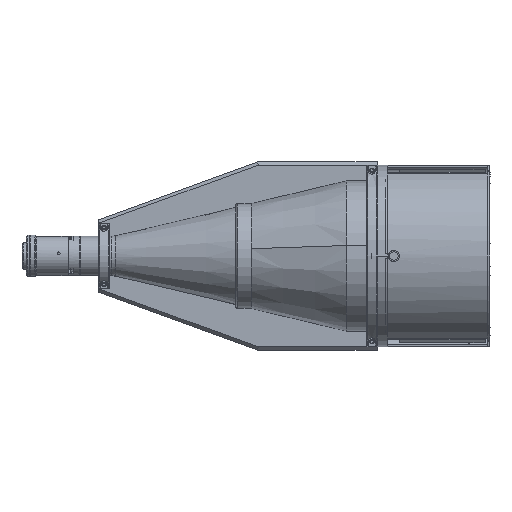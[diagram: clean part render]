
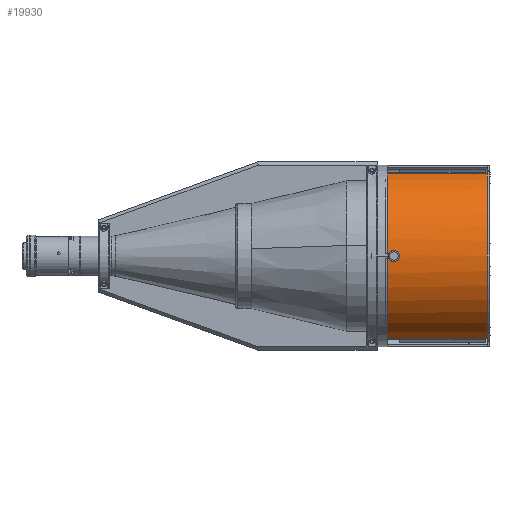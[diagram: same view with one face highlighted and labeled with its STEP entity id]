
A CAD part, left-side view. The second image highlights one B-rep face of the part: STEP entity #19930.
In plain terms, the highlighted cylindrical face has radius 85 mm (diameter 170 mm), a partial arc.
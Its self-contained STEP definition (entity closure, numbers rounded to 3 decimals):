
#337 = CARTESIAN_POINT ( 'NONE',  ( -311.034, -94.195, 0.836 ) ) ;
#586 = CARTESIAN_POINT ( 'NONE',  ( -311.046, -94.704, 1.344 ) ) ;
#918 = EDGE_LOOP ( 'NONE', ( #20261, #24157, #22222, #3194, #27785, #31042, #12622, #19590 ) ) ;
#1317 = AXIS2_PLACEMENT_3D ( 'NONE', #3751, #14348, #22318 ) ;
#1318 = CARTESIAN_POINT ( 'NONE',  ( -311.06, -95.181, 3.736 ) ) ;
#1653 = AXIS2_PLACEMENT_3D ( 'NONE', #29551, #32137, #8350 ) ;
#1840 = CARTESIAN_POINT ( 'NONE',  ( -311.046, -94.706, 4.699 ) ) ;
#1935 = AXIS2_PLACEMENT_3D ( 'NONE', #11968, #11623, #16996 ) ;
#2626 = EDGE_CURVE ( 'NONE', #17427, #33264, #13832, .T. ) ;
#3194 = ORIENTED_EDGE ( 'NONE', *, *, #21830, .F. ) ;
#3441 = B_SPLINE_CURVE_WITH_KNOTS ( 'NONE', 3,
 ( #5405, #15992, #26592, #13408, #31954, #8164, #18754, #337, #22551, #15092, #586, #22291, #7235, #20413, #28425, #25318, #11935, #14888, #12282, #1318, #33441, #27900, #15226, #1840, #4460, #22517, #25657, #25830, #28080, #20245, #17472, #4288, #7061, #4113 ),
 .UNSPECIFIED., .F., .F.,
 ( 4, 2, 2, 2, 2, 2, 2, 2, 2, 2, 2, 2, 2, 2, 2, 2, 4 ),
 ( 0., 0.001, 0.001, 0.002, 0.002, 0.003, 0.003, 0.004, 0.004, 0.005, 0.005, 0.006, 0.006, 0.007, 0.008, 0.008, 0.009 ),
 .UNSPECIFIED. ) ;
#3751 = CARTESIAN_POINT ( 'NONE',  ( -226.062, -184.519, 3.024 ) ) ;
#4113 = CARTESIAN_POINT ( 'NONE',  ( -311.018, -92.519, 5.774 ) ) ;
#4220 = VERTEX_POINT ( 'NONE', #8760 ) ;
#4288 = CARTESIAN_POINT ( 'NONE',  ( -311.018, -92.882, 5.755 ) ) ;
#4460 = CARTESIAN_POINT ( 'NONE',  ( -311.043, -94.593, 4.838 ) ) ;
#4921 = CARTESIAN_POINT ( 'NONE',  ( -257.904, -184.519, 81.834 ) ) ;
#5386 = CARTESIAN_POINT ( 'NONE',  ( -311.018, -92.519, 5.774 ) ) ;
#5405 = CARTESIAN_POINT ( 'NONE',  ( -311.018, -92.519, 0.274 ) ) ;
#6077 = EDGE_CURVE ( 'NONE', #14358, #6729, #23286, .T. ) ;
#6729 = VERTEX_POINT ( 'NONE', #15150 ) ;
#6794 = CARTESIAN_POINT ( 'NONE',  ( -257.904, -184.519, -75.787 ) ) ;
#7061 = CARTESIAN_POINT ( 'NONE',  ( -311.018, -92.7, 5.774 ) ) ;
#7235 = CARTESIAN_POINT ( 'NONE',  ( -311.054, -94.99, 1.805 ) ) ;
#7658 = EDGE_CURVE ( 'NONE', #4220, #33065, #3441, .T. ) ;
#7668 = CARTESIAN_POINT ( 'NONE',  ( -311.018, -184.519, 0.274 ) ) ;
#8164 = CARTESIAN_POINT ( 'NONE',  ( -311.026, -93.738, 0.552 ) ) ;
#8350 = DIRECTION ( 'NONE',  ( -1., 0., 0. ) ) ;
#8427 = DIRECTION ( 'NONE',  ( 0., 1., 0. ) ) ;
#8760 = CARTESIAN_POINT ( 'NONE',  ( -311.018, -92.519, 0.274 ) ) ;
#9264 = CIRCLE ( 'NONE', #26499, 85. ) ;
#9761 = DIRECTION ( 'NONE',  ( 0., -1., 0. ) ) ;
#11041 = CARTESIAN_POINT ( 'NONE',  ( -257.904, -184.519, 81.834 ) ) ;
#11623 = DIRECTION ( 'NONE',  ( 0., -1., 0. ) ) ;
#11832 = LINE ( 'NONE', #6794, #25390 ) ;
#11935 = CARTESIAN_POINT ( 'NONE',  ( -311.062, -95.268, 2.842 ) ) ;
#11968 = CARTESIAN_POINT ( 'NONE',  ( -226.062, -184.519, 3.024 ) ) ;
#12282 = CARTESIAN_POINT ( 'NONE',  ( -311.062, -95.251, 3.383 ) ) ;
#12622 = ORIENTED_EDGE ( 'NONE', *, *, #21862, .T. ) ;
#13408 = CARTESIAN_POINT ( 'NONE',  ( -311.021, -93.23, 0.361 ) ) ;
#13832 = LINE ( 'NONE', #11041, #20289 ) ;
#14183 = FACE_OUTER_BOUND ( 'NONE', #918, .T. ) ;
#14348 = DIRECTION ( 'NONE',  ( 0., 1., 0. ) ) ;
#14358 = VERTEX_POINT ( 'NONE', #30741 ) ;
#14448 = DIRECTION ( 'NONE',  ( 0., 1., 0. ) ) ;
#14888 = CARTESIAN_POINT ( 'NONE',  ( -311.062, -95.269, 3.201 ) ) ;
#15038 = CARTESIAN_POINT ( 'NONE',  ( -257.904, -184.519, -75.787 ) ) ;
#15055 = LINE ( 'NONE', #32036, #30189 ) ;
#15092 = CARTESIAN_POINT ( 'NONE',  ( -311.043, -94.59, 1.206 ) ) ;
#15150 = CARTESIAN_POINT ( 'NONE',  ( -257.904, -85.519, -75.787 ) ) ;
#15226 = CARTESIAN_POINT ( 'NONE',  ( -311.051, -94.905, 4.401 ) ) ;
#15992 = CARTESIAN_POINT ( 'NONE',  ( -311.018, -92.7, 0.274 ) ) ;
#16187 = VECTOR ( 'NONE', #9761, 1000. ) ;
#16996 = DIRECTION ( 'NONE',  ( -1., 0., 0. ) ) ;
#17427 = VERTEX_POINT ( 'NONE', #4921 ) ;
#17472 = CARTESIAN_POINT ( 'NONE',  ( -311.021, -93.234, 5.685 ) ) ;
#18352 = EDGE_CURVE ( 'NONE', #14358, #4220, #30783, .T. ) ;
#18754 = CARTESIAN_POINT ( 'NONE',  ( -311.029, -93.896, 0.637 ) ) ;
#19590 = ORIENTED_EDGE ( 'NONE', *, *, #28504, .F. ) ;
#19930 = ADVANCED_FACE ( 'NONE', ( #14183 ), #27540, .T. ) ;
#20245 = CARTESIAN_POINT ( 'NONE',  ( -311.022, -93.406, 5.633 ) ) ;
#20261 = ORIENTED_EDGE ( 'NONE', *, *, #7658, .F. ) ;
#20289 = VECTOR ( 'NONE', #8427, 1000. ) ;
#20413 = CARTESIAN_POINT ( 'NONE',  ( -311.058, -95.127, 2.136 ) ) ;
#21100 = DIRECTION ( 'NONE',  ( 0., 1., 0. ) ) ;
#21830 = EDGE_CURVE ( 'NONE', #24103, #6729, #11832, .T. ) ;
#21862 = EDGE_CURVE ( 'NONE', #33264, #30851, #9264, .T. ) ;
#22222 = ORIENTED_EDGE ( 'NONE', *, *, #6077, .T. ) ;
#22251 = EDGE_CURVE ( 'NONE', #17427, #24103, #31882, .T. ) ;
#22291 = CARTESIAN_POINT ( 'NONE',  ( -311.051, -94.905, 1.645 ) ) ;
#22318 = DIRECTION ( 'NONE',  ( 1., 0., 0. ) ) ;
#22419 = DIRECTION ( 'NONE',  ( 0., -1., 0. ) ) ;
#22517 = CARTESIAN_POINT ( 'NONE',  ( -311.037, -94.336, 5.095 ) ) ;
#22551 = CARTESIAN_POINT ( 'NONE',  ( -311.037, -94.336, 0.952 ) ) ;
#23286 = CIRCLE ( 'NONE', #1653, 85. ) ;
#24103 = VERTEX_POINT ( 'NONE', #15038 ) ;
#24157 = ORIENTED_EDGE ( 'NONE', *, *, #18352, .F. ) ;
#24528 = DIRECTION ( 'NONE',  ( -1., 0., 0. ) ) ;
#25318 = CARTESIAN_POINT ( 'NONE',  ( -311.062, -95.251, 2.664 ) ) ;
#25390 = VECTOR ( 'NONE', #14448, 1000. ) ;
#25657 = CARTESIAN_POINT ( 'NONE',  ( -311.034, -94.197, 5.209 ) ) ;
#25830 = CARTESIAN_POINT ( 'NONE',  ( -311.029, -93.9, 5.408 ) ) ;
#26499 = AXIS2_PLACEMENT_3D ( 'NONE', #32503, #22419, #24528 ) ;
#26592 = CARTESIAN_POINT ( 'NONE',  ( -311.018, -92.879, 0.291 ) ) ;
#27540 = CYLINDRICAL_SURFACE ( 'NONE', #1317, 85. ) ;
#27595 = CARTESIAN_POINT ( 'NONE',  ( -257.904, -85.519, 81.834 ) ) ;
#27785 = ORIENTED_EDGE ( 'NONE', *, *, #22251, .F. ) ;
#27900 = CARTESIAN_POINT ( 'NONE',  ( -311.054, -94.991, 4.24 ) ) ;
#28080 = CARTESIAN_POINT ( 'NONE',  ( -311.026, -93.739, 5.495 ) ) ;
#28425 = CARTESIAN_POINT ( 'NONE',  ( -311.06, -95.18, 2.309 ) ) ;
#28504 = EDGE_CURVE ( 'NONE', #33065, #30851, #15055, .T. ) ;
#29551 = CARTESIAN_POINT ( 'NONE',  ( -226.062, -85.519, 3.024 ) ) ;
#29637 = CARTESIAN_POINT ( 'NONE',  ( -311.018, -85.519, 5.774 ) ) ;
#30189 = VECTOR ( 'NONE', #21100, 1000. ) ;
#30741 = CARTESIAN_POINT ( 'NONE',  ( -311.018, -85.519, 0.274 ) ) ;
#30783 = LINE ( 'NONE', #7668, #16187 ) ;
#30851 = VERTEX_POINT ( 'NONE', #29637 ) ;
#31042 = ORIENTED_EDGE ( 'NONE', *, *, #2626, .T. ) ;
#31882 = CIRCLE ( 'NONE', #1935, 85. ) ;
#31954 = CARTESIAN_POINT ( 'NONE',  ( -311.022, -93.405, 0.414 ) ) ;
#32036 = CARTESIAN_POINT ( 'NONE',  ( -311.018, -184.519, 5.774 ) ) ;
#32137 = DIRECTION ( 'NONE',  ( 0., -1., 0. ) ) ;
#32503 = CARTESIAN_POINT ( 'NONE',  ( -226.062, -85.519, 3.024 ) ) ;
#33065 = VERTEX_POINT ( 'NONE', #5386 ) ;
#33264 = VERTEX_POINT ( 'NONE', #27595 ) ;
#33441 = CARTESIAN_POINT ( 'NONE',  ( -311.058, -95.129, 3.907 ) ) ;
